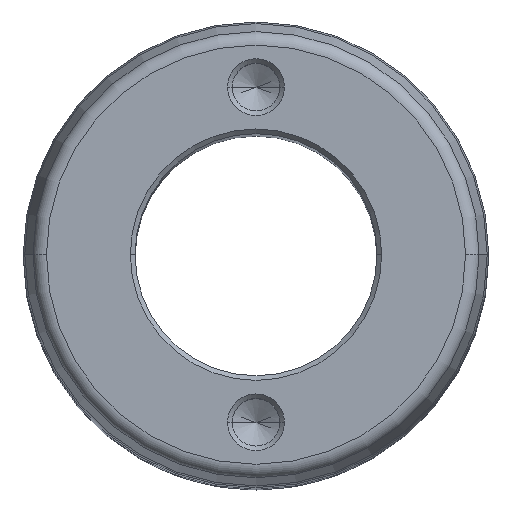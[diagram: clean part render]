
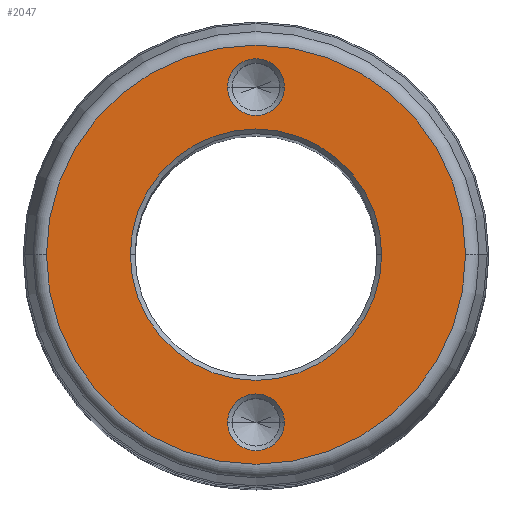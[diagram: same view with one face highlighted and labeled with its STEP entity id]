
A CAD part, top view. The second image highlights one B-rep face of the part: STEP entity #2047.
In plain terms, the highlighted planar face has unit normal (0, 0, 1).
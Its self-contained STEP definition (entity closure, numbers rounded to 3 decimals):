
#48 = DIRECTION ( 'NONE',  ( 1., 0., 0. ) ) ;
#74 = DIRECTION ( 'NONE',  ( 0., 0., -1. ) ) ;
#85 = CARTESIAN_POINT ( 'NONE',  ( 0., 0., 315. ) ) ;
#152 = VERTEX_POINT ( 'NONE', #1898 ) ;
#169 = FACE_BOUND ( 'NONE', #2071, .T. ) ;
#356 = CARTESIAN_POINT ( 'NONE',  ( 6.1, 36., 315. ) ) ;
#492 = DIRECTION ( 'NONE',  ( 1., 0., 0. ) ) ;
#517 = EDGE_CURVE ( 'NONE', #768, #3529, #994, .T. ) ;
#576 = DIRECTION ( 'NONE',  ( 0., 0., -1. ) ) ;
#628 = DIRECTION ( 'NONE',  ( 0., 0., -1. ) ) ;
#666 = DIRECTION ( 'NONE',  ( 1., 0., 0. ) ) ;
#699 = AXIS2_PLACEMENT_3D ( 'NONE', #1742, #576, #666 ) ;
#768 = VERTEX_POINT ( 'NONE', #1155 ) ;
#798 = CIRCLE ( 'NONE', #3126, 6.1 ) ;
#886 = AXIS2_PLACEMENT_3D ( 'NONE', #2211, #1088, #492 ) ;
#910 = CARTESIAN_POINT ( 'NONE',  ( 0., 0., 315. ) ) ;
#994 = CIRCLE ( 'NONE', #1009, 27. ) ;
#1009 = AXIS2_PLACEMENT_3D ( 'NONE', #3704, #1975, #1646 ) ;
#1088 = DIRECTION ( 'NONE',  ( 0., 0., 1. ) ) ;
#1105 = AXIS2_PLACEMENT_3D ( 'NONE', #2314, #2042, #3503 ) ;
#1106 = CIRCLE ( 'NONE', #2576, 45.019 ) ;
#1155 = CARTESIAN_POINT ( 'NONE',  ( -27., 0., 315. ) ) ;
#1183 = CIRCLE ( 'NONE', #3686, 45.019 ) ;
#1191 = CARTESIAN_POINT ( 'NONE',  ( 6.1, -36., 315. ) ) ;
#1239 = FACE_OUTER_BOUND ( 'NONE', #3702, .T. ) ;
#1274 = CARTESIAN_POINT ( 'NONE',  ( -6.1, 36., 315. ) ) ;
#1296 = DIRECTION ( 'NONE',  ( 1., 0., 0. ) ) ;
#1314 = VERTEX_POINT ( 'NONE', #1274 ) ;
#1335 = ORIENTED_EDGE ( 'NONE', *, *, #517, .T. ) ;
#1394 = EDGE_LOOP ( 'NONE', ( #2891, #2005 ) ) ;
#1476 = CARTESIAN_POINT ( 'NONE',  ( 27., 0., 315. ) ) ;
#1518 = CARTESIAN_POINT ( 'NONE',  ( -45.019, 0., 315. ) ) ;
#1646 = DIRECTION ( 'NONE',  ( 1., 0., 0. ) ) ;
#1697 = CIRCLE ( 'NONE', #1105, 6.1 ) ;
#1742 = CARTESIAN_POINT ( 'NONE',  ( 0., 36., 315. ) ) ;
#1755 = CARTESIAN_POINT ( 'NONE',  ( 45.019, 0., 315. ) ) ;
#1800 = DIRECTION ( 'NONE',  ( 1., 0., 0. ) ) ;
#1813 = DIRECTION ( 'NONE',  ( 1., 0., 0. ) ) ;
#1898 = CARTESIAN_POINT ( 'NONE',  ( -6.1, -36., 315. ) ) ;
#1899 = EDGE_LOOP ( 'NONE', ( #3138, #1335 ) ) ;
#1975 = DIRECTION ( 'NONE',  ( 0., 0., -1. ) ) ;
#2005 = ORIENTED_EDGE ( 'NONE', *, *, #3398, .T. ) ;
#2042 = DIRECTION ( 'NONE',  ( 0., 0., -1. ) ) ;
#2047 = ADVANCED_FACE ( 'NONE', ( #2620, #169, #2336, #1239 ), #3669, .T. ) ;
#2071 = EDGE_LOOP ( 'NONE', ( #2541, #3498 ) ) ;
#2211 = CARTESIAN_POINT ( 'NONE',  ( 0., 0., 315. ) ) ;
#2314 = CARTESIAN_POINT ( 'NONE',  ( 0., -36., 315. ) ) ;
#2336 = FACE_BOUND ( 'NONE', #1899, .T. ) ;
#2520 = CIRCLE ( 'NONE', #3550, 27. ) ;
#2541 = ORIENTED_EDGE ( 'NONE', *, *, #3584, .T. ) ;
#2576 = AXIS2_PLACEMENT_3D ( 'NONE', #910, #3513, #1800 ) ;
#2620 = FACE_BOUND ( 'NONE', #1394, .T. ) ;
#2632 = VERTEX_POINT ( 'NONE', #1191 ) ;
#2682 = ORIENTED_EDGE ( 'NONE', *, *, #2825, .T. ) ;
#2755 = VERTEX_POINT ( 'NONE', #1518 ) ;
#2759 = ORIENTED_EDGE ( 'NONE', *, *, #3400, .T. ) ;
#2818 = EDGE_CURVE ( 'NONE', #2632, #152, #1697, .T. ) ;
#2825 = EDGE_CURVE ( 'NONE', #3580, #2755, #1106, .T. ) ;
#2891 = ORIENTED_EDGE ( 'NONE', *, *, #2818, .T. ) ;
#2910 = DIRECTION ( 'NONE',  ( 1., 0., 0. ) ) ;
#2959 = CARTESIAN_POINT ( 'NONE',  ( 0., 0., 315. ) ) ;
#3126 = AXIS2_PLACEMENT_3D ( 'NONE', #3530, #628, #48 ) ;
#3138 = ORIENTED_EDGE ( 'NONE', *, *, #3211, .T. ) ;
#3208 = CIRCLE ( 'NONE', #3294, 6.1 ) ;
#3211 = EDGE_CURVE ( 'NONE', #3529, #768, #2520, .T. ) ;
#3294 = AXIS2_PLACEMENT_3D ( 'NONE', #3300, #3588, #1296 ) ;
#3300 = CARTESIAN_POINT ( 'NONE',  ( 0., -36., 315. ) ) ;
#3398 = EDGE_CURVE ( 'NONE', #152, #2632, #3208, .T. ) ;
#3400 = EDGE_CURVE ( 'NONE', #2755, #3580, #1183, .T. ) ;
#3401 = CIRCLE ( 'NONE', #699, 6.1 ) ;
#3498 = ORIENTED_EDGE ( 'NONE', *, *, #3708, .T. ) ;
#3503 = DIRECTION ( 'NONE',  ( 1., 0., 0. ) ) ;
#3513 = DIRECTION ( 'NONE',  ( 0., 0., 1. ) ) ;
#3529 = VERTEX_POINT ( 'NONE', #1476 ) ;
#3530 = CARTESIAN_POINT ( 'NONE',  ( 0., 36., 315. ) ) ;
#3531 = DIRECTION ( 'NONE',  ( 0., 0., 1. ) ) ;
#3550 = AXIS2_PLACEMENT_3D ( 'NONE', #85, #74, #2910 ) ;
#3580 = VERTEX_POINT ( 'NONE', #1755 ) ;
#3584 = EDGE_CURVE ( 'NONE', #3692, #1314, #3401, .T. ) ;
#3588 = DIRECTION ( 'NONE',  ( 0., 0., -1. ) ) ;
#3669 = PLANE ( 'NONE',  #886 ) ;
#3686 = AXIS2_PLACEMENT_3D ( 'NONE', #2959, #3531, #1813 ) ;
#3692 = VERTEX_POINT ( 'NONE', #356 ) ;
#3702 = EDGE_LOOP ( 'NONE', ( #2682, #2759 ) ) ;
#3704 = CARTESIAN_POINT ( 'NONE',  ( 0., 0., 315. ) ) ;
#3708 = EDGE_CURVE ( 'NONE', #1314, #3692, #798, .T. ) ;
